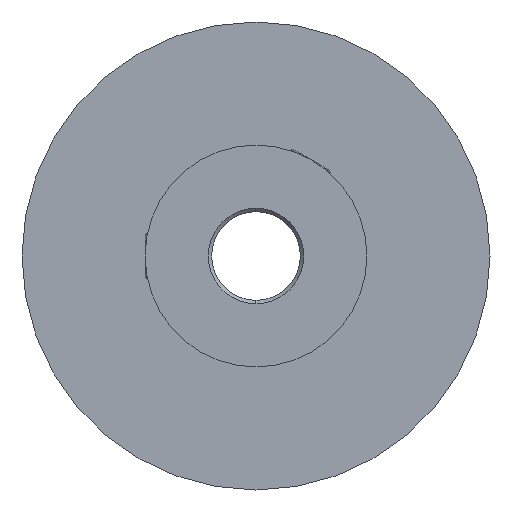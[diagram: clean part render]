
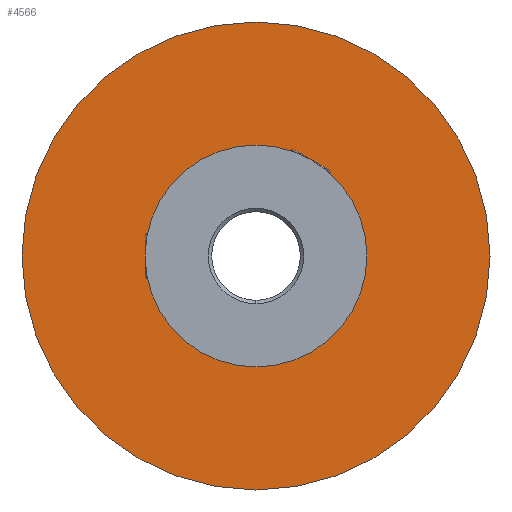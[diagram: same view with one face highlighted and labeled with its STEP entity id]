
A CAD part, left-side view. The second image highlights one B-rep face of the part: STEP entity #4566.
In plain terms, the highlighted planar face has unit normal (-1, 0, 0).
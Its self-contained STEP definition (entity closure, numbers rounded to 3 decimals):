
#78 = DIRECTION ( 'NONE',  ( -1., 0., 0. ) ) ;
#861 = VERTEX_POINT ( 'NONE', #4708 ) ;
#1056 = CIRCLE ( 'NONE', #1231, 10. ) ;
#1191 = DIRECTION ( 'NONE',  ( -1., 0., 0. ) ) ;
#1208 = CIRCLE ( 'NONE', #3605, 10. ) ;
#1231 = AXIS2_PLACEMENT_3D ( 'NONE', #4120, #3450, #7473 ) ;
#1242 = ORIENTED_EDGE ( 'NONE', *, *, #5898, .F. ) ;
#1254 = DIRECTION ( 'NONE',  ( 0., 0., 1. ) ) ;
#1400 = CARTESIAN_POINT ( 'NONE',  ( 6.9, 0., 0. ) ) ;
#1630 = EDGE_CURVE ( 'NONE', #861, #8902, #1208, .T. ) ;
#1938 = CARTESIAN_POINT ( 'NONE',  ( 6.9, 0., 10. ) ) ;
#1945 = EDGE_LOOP ( 'NONE', ( #2175, #1991 ) ) ;
#1979 = FACE_BOUND ( 'NONE', #6457, .T. ) ;
#1991 = ORIENTED_EDGE ( 'NONE', *, *, #8163, .T. ) ;
#2028 = DIRECTION ( 'NONE',  ( 0., 0., -1. ) ) ;
#2058 = CIRCLE ( 'NONE', #5684, 21.1 ) ;
#2175 = ORIENTED_EDGE ( 'NONE', *, *, #6635, .T. ) ;
#3233 = DIRECTION ( 'NONE',  ( 0., 0., 1. ) ) ;
#3450 = DIRECTION ( 'NONE',  ( -1., 0., 0. ) ) ;
#3460 = AXIS2_PLACEMENT_3D ( 'NONE', #9107, #4404, #2028 ) ;
#3605 = AXIS2_PLACEMENT_3D ( 'NONE', #1400, #1191, #1254 ) ;
#4119 = DIRECTION ( 'NONE',  ( -1., 0., 0. ) ) ;
#4120 = CARTESIAN_POINT ( 'NONE',  ( 6.9, 0., 0. ) ) ;
#4130 = ORIENTED_EDGE ( 'NONE', *, *, #1630, .F. ) ;
#4404 = DIRECTION ( 'NONE',  ( 1., 0., 0. ) ) ;
#4566 = ADVANCED_FACE ( 'NONE', ( #1979, #6669 ), #5955, .F. ) ;
#4693 = CARTESIAN_POINT ( 'NONE',  ( 6.9, 0., 0. ) ) ;
#4708 = CARTESIAN_POINT ( 'NONE',  ( 6.9, 0., -10. ) ) ;
#5266 = VERTEX_POINT ( 'NONE', #9026 ) ;
#5507 = AXIS2_PLACEMENT_3D ( 'NONE', #4693, #78, #3233 ) ;
#5684 = AXIS2_PLACEMENT_3D ( 'NONE', #9609, #4119, #8208 ) ;
#5898 = EDGE_CURVE ( 'NONE', #8902, #861, #1056, .T. ) ;
#5938 = CARTESIAN_POINT ( 'NONE',  ( 6.9, 0., 21.1 ) ) ;
#5955 = PLANE ( 'NONE',  #3460 ) ;
#6457 = EDGE_LOOP ( 'NONE', ( #1242, #4130 ) ) ;
#6635 = EDGE_CURVE ( 'NONE', #6741, #5266, #2058, .T. ) ;
#6669 = FACE_OUTER_BOUND ( 'NONE', #1945, .T. ) ;
#6741 = VERTEX_POINT ( 'NONE', #5938 ) ;
#6845 = CIRCLE ( 'NONE', #5507, 21.1 ) ;
#7473 = DIRECTION ( 'NONE',  ( 0., 0., 1. ) ) ;
#8163 = EDGE_CURVE ( 'NONE', #5266, #6741, #6845, .T. ) ;
#8208 = DIRECTION ( 'NONE',  ( 0., 0., 1. ) ) ;
#8902 = VERTEX_POINT ( 'NONE', #1938 ) ;
#9026 = CARTESIAN_POINT ( 'NONE',  ( 6.9, 0., -21.1 ) ) ;
#9107 = CARTESIAN_POINT ( 'NONE',  ( 6.9, 10., 0. ) ) ;
#9609 = CARTESIAN_POINT ( 'NONE',  ( 6.9, 0., 0. ) ) ;
